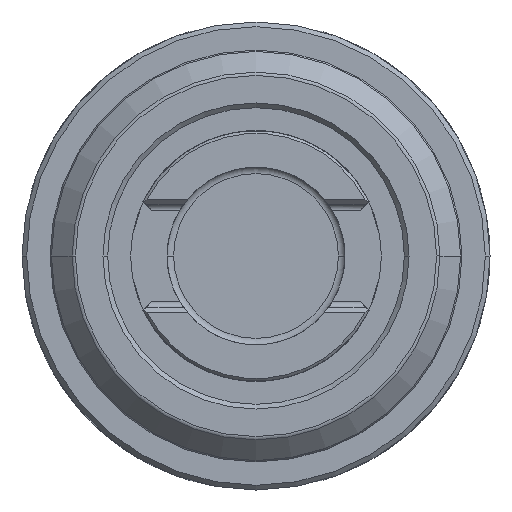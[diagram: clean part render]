
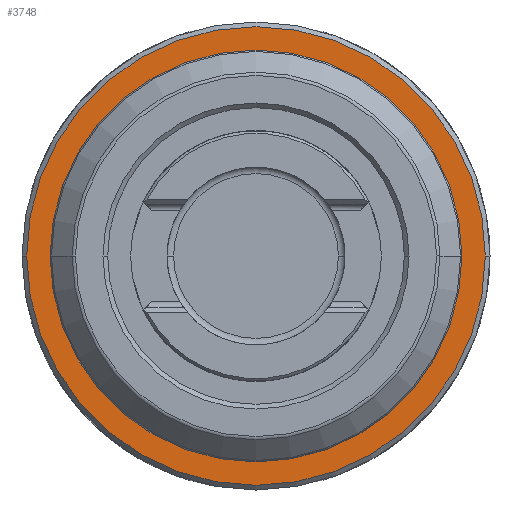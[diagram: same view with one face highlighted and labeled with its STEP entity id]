
A CAD part, front view. The second image highlights one B-rep face of the part: STEP entity #3748.
In plain terms, the highlighted planar face has unit normal (0, -1, 0).
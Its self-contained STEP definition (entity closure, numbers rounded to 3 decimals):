
#219=CARTESIAN_POINT('',(0.,38.,0.));
#220=DIRECTION('',(0.,1.,0.));
#221=DIRECTION('',(1.,0.,0.));
#222=AXIS2_PLACEMENT_3D('',#219,#220,#221);
#224=CARTESIAN_POINT('',(0.,38.,0.));
#225=DIRECTION('',(0.,1.,0.));
#226=DIRECTION('',(-1.,0.,0.));
#227=AXIS2_PLACEMENT_3D('',#224,#225,#226);
#229=CARTESIAN_POINT('',(0.,38.,0.));
#230=DIRECTION('',(0.,-1.,0.));
#231=DIRECTION('',(-1.,0.,0.));
#232=AXIS2_PLACEMENT_3D('',#229,#230,#231);
#234=CARTESIAN_POINT('',(0.,38.,0.));
#235=DIRECTION('',(0.,-1.,0.));
#236=DIRECTION('',(1.,0.,0.));
#237=AXIS2_PLACEMENT_3D('',#234,#235,#236);
#3217=CARTESIAN_POINT('',(-18.25,38.,0.));
#3218=CARTESIAN_POINT('',(18.25,38.,0.));
#3219=VERTEX_POINT('',#3217);
#3220=VERTEX_POINT('',#3218);
#3229=CARTESIAN_POINT('',(24.5,38.,0.));
#3230=CARTESIAN_POINT('',(-24.5,38.,0.));
#3231=VERTEX_POINT('',#3229);
#3232=VERTEX_POINT('',#3230);
#3732=CARTESIAN_POINT('',(0.,38.,0.));
#3733=DIRECTION('',(0.,-1.,0.));
#3734=DIRECTION('',(1.,0.,0.));
#3735=AXIS2_PLACEMENT_3D('',#3732,#3733,#3734);
#3736=PLANE('',#3735);
#3738=ORIENTED_EDGE('',*,*,#3737,.T.);
#3740=ORIENTED_EDGE('',*,*,#3739,.T.);
#3741=EDGE_LOOP('',(#3738,#3740));
#3742=FACE_OUTER_BOUND('',#3741,.F.);
#3744=ORIENTED_EDGE('',*,*,#3743,.T.);
#3745=ORIENTED_EDGE('',*,*,#3722,.T.);
#3746=EDGE_LOOP('',(#3744,#3745));
#3747=FACE_BOUND('',#3746,.F.);
#3748=ADVANCED_FACE('',(#3742,#3747),#3736,.T.);
#223=CIRCLE('',#222,24.5);
#228=CIRCLE('',#227,24.5);
#233=CIRCLE('',#232,18.25);
#238=CIRCLE('',#237,18.25);
#3722=EDGE_CURVE('',#3220,#3219,#238,.T.);
#3737=EDGE_CURVE('',#3231,#3232,#223,.T.);
#3739=EDGE_CURVE('',#3232,#3231,#228,.T.);
#3743=EDGE_CURVE('',#3219,#3220,#233,.T.);
